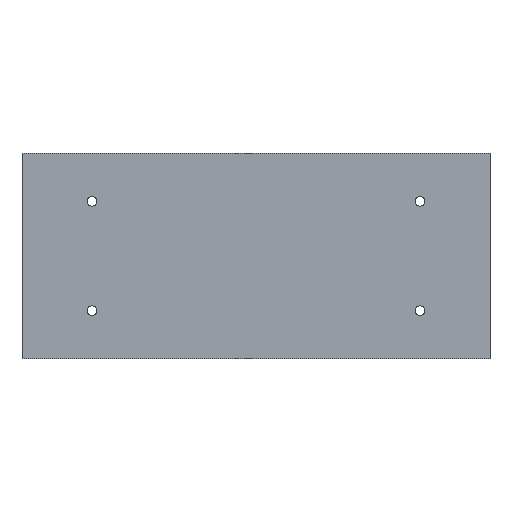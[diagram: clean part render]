
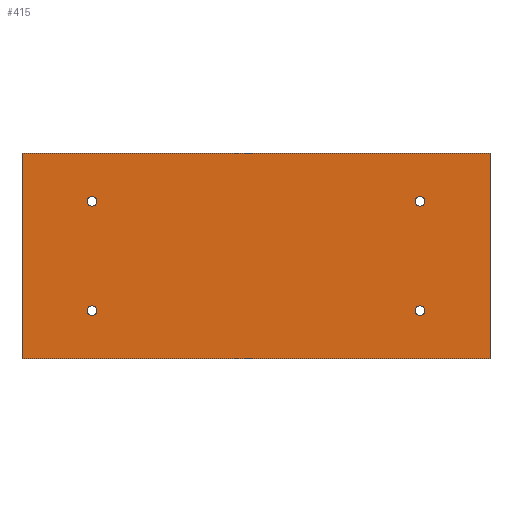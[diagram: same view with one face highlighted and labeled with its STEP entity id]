
A CAD part, front view. The second image highlights one B-rep face of the part: STEP entity #415.
In plain terms, the highlighted planar face has unit normal (0, -1, 0).
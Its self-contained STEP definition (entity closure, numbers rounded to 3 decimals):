
#3 = CARTESIAN_POINT ( 'NONE',  ( 107., 0., 47. ) ) ;
#10 = EDGE_CURVE ( 'NONE', #300, #110, #196, .T. ) ;
#12 = DIRECTION ( 'NONE',  ( 0., 1., 0. ) ) ;
#16 = CARTESIAN_POINT ( 'NONE',  ( -75., 0., 25. ) ) ;
#18 = CARTESIAN_POINT ( 'NONE',  ( 75., 0., -27.25 ) ) ;
#28 = DIRECTION ( 'NONE',  ( 0., 1., 0. ) ) ;
#31 = DIRECTION ( 'NONE',  ( 0., 0., -1. ) ) ;
#33 = FACE_BOUND ( 'NONE', #75, .T. ) ;
#43 = CARTESIAN_POINT ( 'NONE',  ( 0., 0., 0. ) ) ;
#49 = DIRECTION ( 'NONE',  ( 0., 1., 0. ) ) ;
#50 = EDGE_CURVE ( 'NONE', #270, #104, #397, .T. ) ;
#54 = VERTEX_POINT ( 'NONE', #214 ) ;
#60 = CARTESIAN_POINT ( 'NONE',  ( 75., 0., 25. ) ) ;
#64 = VERTEX_POINT ( 'NONE', #242 ) ;
#65 = DIRECTION ( 'NONE',  ( 0., 0., 1. ) ) ;
#75 = EDGE_LOOP ( 'NONE', ( #478, #144 ) ) ;
#77 = ORIENTED_EDGE ( 'NONE', *, *, #131, .F. ) ;
#84 = CARTESIAN_POINT ( 'NONE',  ( -75., 0., -22.75 ) ) ;
#88 = VERTEX_POINT ( 'NONE', #205 ) ;
#97 = CARTESIAN_POINT ( 'NONE',  ( 107., 0., -47. ) ) ;
#104 = VERTEX_POINT ( 'NONE', #18 ) ;
#110 = VERTEX_POINT ( 'NONE', #84 ) ;
#113 = DIRECTION ( 'NONE',  ( 0., 1., 0. ) ) ;
#114 = EDGE_CURVE ( 'NONE', #64, #498, #361, .T. ) ;
#115 = CARTESIAN_POINT ( 'NONE',  ( 107., 0., 47. ) ) ;
#120 = AXIS2_PLACEMENT_3D ( 'NONE', #124, #12, #165 ) ;
#123 = ORIENTED_EDGE ( 'NONE', *, *, #246, .F. ) ;
#124 = CARTESIAN_POINT ( 'NONE',  ( -75., 0., 25. ) ) ;
#125 = EDGE_CURVE ( 'NONE', #498, #64, #272, .T. ) ;
#126 = DIRECTION ( 'NONE',  ( 0., 1., 0. ) ) ;
#128 = CIRCLE ( 'NONE', #377, 2.25 ) ;
#131 = EDGE_CURVE ( 'NONE', #290, #88, #286, .T. ) ;
#144 = ORIENTED_EDGE ( 'NONE', *, *, #125, .T. ) ;
#148 = LINE ( 'NONE', #3, #264 ) ;
#165 = DIRECTION ( 'NONE',  ( 0., 0., 1. ) ) ;
#174 = LINE ( 'NONE', #97, #487 ) ;
#177 = EDGE_CURVE ( 'NONE', #104, #270, #213, .T. ) ;
#185 = VECTOR ( 'NONE', #406, 1000. ) ;
#186 = AXIS2_PLACEMENT_3D ( 'NONE', #43, #350, #303 ) ;
#188 = CIRCLE ( 'NONE', #425, 2.25 ) ;
#189 = ORIENTED_EDGE ( 'NONE', *, *, #241, .T. ) ;
#193 = PLANE ( 'NONE',  #186 ) ;
#194 = EDGE_CURVE ( 'NONE', #223, #427, #188, .T. ) ;
#195 = EDGE_LOOP ( 'NONE', ( #77, #123, #347, #296 ) ) ;
#196 = CIRCLE ( 'NONE', #319, 2.25 ) ;
#203 = CARTESIAN_POINT ( 'NONE',  ( -107., 0., -47. ) ) ;
#204 = ORIENTED_EDGE ( 'NONE', *, *, #439, .T. ) ;
#205 = CARTESIAN_POINT ( 'NONE',  ( -107., 0., 47. ) ) ;
#208 = DIRECTION ( 'NONE',  ( 0., 0., 1. ) ) ;
#213 = CIRCLE ( 'NONE', #218, 2.25 ) ;
#214 = CARTESIAN_POINT ( 'NONE',  ( 107., 0., -47. ) ) ;
#215 = CARTESIAN_POINT ( 'NONE',  ( 75., 0., -25. ) ) ;
#217 = ORIENTED_EDGE ( 'NONE', *, *, #177, .T. ) ;
#218 = AXIS2_PLACEMENT_3D ( 'NONE', #215, #336, #65 ) ;
#223 = VERTEX_POINT ( 'NONE', #488 ) ;
#233 = LINE ( 'NONE', #271, #441 ) ;
#237 = EDGE_LOOP ( 'NONE', ( #189, #461 ) ) ;
#241 = EDGE_CURVE ( 'NONE', #427, #223, #128, .T. ) ;
#242 = CARTESIAN_POINT ( 'NONE',  ( -75., 0., 27.25 ) ) ;
#246 = EDGE_CURVE ( 'NONE', #54, #290, #174, .T. ) ;
#249 = DIRECTION ( 'NONE',  ( 0., 0., 1. ) ) ;
#258 = DIRECTION ( 'NONE',  ( -1., 0., 0. ) ) ;
#264 = VECTOR ( 'NONE', #31, 1000. ) ;
#270 = VERTEX_POINT ( 'NONE', #479 ) ;
#271 = CARTESIAN_POINT ( 'NONE',  ( 107., 0., 47. ) ) ;
#272 = CIRCLE ( 'NONE', #120, 2.25 ) ;
#286 = LINE ( 'NONE', #338, #185 ) ;
#289 = DIRECTION ( 'NONE',  ( 0., 1., 0. ) ) ;
#290 = VERTEX_POINT ( 'NONE', #203 ) ;
#293 = CARTESIAN_POINT ( 'NONE',  ( 75., 0., 25. ) ) ;
#296 = ORIENTED_EDGE ( 'NONE', *, *, #392, .F. ) ;
#299 = FACE_OUTER_BOUND ( 'NONE', #195, .T. ) ;
#300 = VERTEX_POINT ( 'NONE', #462 ) ;
#303 = DIRECTION ( 'NONE',  ( 0., 0., 1. ) ) ;
#314 = DIRECTION ( 'NONE',  ( 0., 0., 1. ) ) ;
#319 = AXIS2_PLACEMENT_3D ( 'NONE', #467, #113, #314 ) ;
#334 = EDGE_LOOP ( 'NONE', ( #492, #217 ) ) ;
#336 = DIRECTION ( 'NONE',  ( 0., 1., 0. ) ) ;
#338 = CARTESIAN_POINT ( 'NONE',  ( -107., 0., 47. ) ) ;
#340 = FACE_BOUND ( 'NONE', #334, .T. ) ;
#347 = ORIENTED_EDGE ( 'NONE', *, *, #380, .F. ) ;
#350 = DIRECTION ( 'NONE',  ( 0., 1., 0. ) ) ;
#361 = CIRCLE ( 'NONE', #485, 2.25 ) ;
#367 = DIRECTION ( 'NONE',  ( 0., 0., 1. ) ) ;
#374 = EDGE_LOOP ( 'NONE', ( #204, #379 ) ) ;
#377 = AXIS2_PLACEMENT_3D ( 'NONE', #60, #289, #445 ) ;
#379 = ORIENTED_EDGE ( 'NONE', *, *, #10, .T. ) ;
#380 = EDGE_CURVE ( 'NONE', #390, #54, #148, .T. ) ;
#381 = DIRECTION ( 'NONE',  ( 1., 0., 0. ) ) ;
#387 = FACE_BOUND ( 'NONE', #237, .T. ) ;
#390 = VERTEX_POINT ( 'NONE', #115 ) ;
#392 = EDGE_CURVE ( 'NONE', #88, #390, #233, .T. ) ;
#394 = DIRECTION ( 'NONE',  ( 0., 1., 0. ) ) ;
#397 = CIRCLE ( 'NONE', #424, 2.25 ) ;
#406 = DIRECTION ( 'NONE',  ( 0., 0., 1. ) ) ;
#415 = ADVANCED_FACE ( 'NONE', ( #497, #33, #387, #340, #299 ), #193, .F. ) ;
#424 = AXIS2_PLACEMENT_3D ( 'NONE', #440, #49, #249 ) ;
#425 = AXIS2_PLACEMENT_3D ( 'NONE', #293, #28, #367 ) ;
#427 = VERTEX_POINT ( 'NONE', #458 ) ;
#433 = CARTESIAN_POINT ( 'NONE',  ( -75., 0., 22.75 ) ) ;
#438 = CARTESIAN_POINT ( 'NONE',  ( -75., 0., -25. ) ) ;
#439 = EDGE_CURVE ( 'NONE', #110, #300, #496, .T. ) ;
#440 = CARTESIAN_POINT ( 'NONE',  ( 75., 0., -25. ) ) ;
#441 = VECTOR ( 'NONE', #381, 1000. ) ;
#445 = DIRECTION ( 'NONE',  ( 0., 0., 1. ) ) ;
#458 = CARTESIAN_POINT ( 'NONE',  ( 75., 0., 27.25 ) ) ;
#461 = ORIENTED_EDGE ( 'NONE', *, *, #194, .T. ) ;
#462 = CARTESIAN_POINT ( 'NONE',  ( -75., 0., -27.25 ) ) ;
#467 = CARTESIAN_POINT ( 'NONE',  ( -75., 0., -25. ) ) ;
#471 = AXIS2_PLACEMENT_3D ( 'NONE', #438, #126, #208 ) ;
#472 = DIRECTION ( 'NONE',  ( 0., 0., 1. ) ) ;
#478 = ORIENTED_EDGE ( 'NONE', *, *, #114, .T. ) ;
#479 = CARTESIAN_POINT ( 'NONE',  ( 75., 0., -22.75 ) ) ;
#485 = AXIS2_PLACEMENT_3D ( 'NONE', #16, #394, #472 ) ;
#487 = VECTOR ( 'NONE', #258, 1000. ) ;
#488 = CARTESIAN_POINT ( 'NONE',  ( 75., 0., 22.75 ) ) ;
#492 = ORIENTED_EDGE ( 'NONE', *, *, #50, .T. ) ;
#496 = CIRCLE ( 'NONE', #471, 2.25 ) ;
#497 = FACE_BOUND ( 'NONE', #374, .T. ) ;
#498 = VERTEX_POINT ( 'NONE', #433 ) ;
